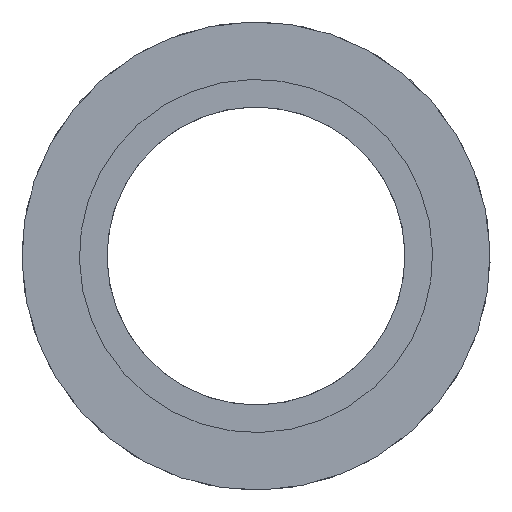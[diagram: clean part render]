
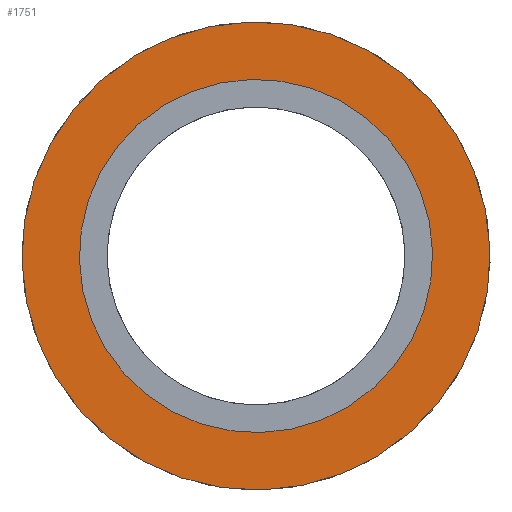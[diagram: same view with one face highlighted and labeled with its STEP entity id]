
A CAD part, left-side view. The second image highlights one B-rep face of the part: STEP entity #1751.
In plain terms, the highlighted planar face has unit normal (-1, 0, 0).
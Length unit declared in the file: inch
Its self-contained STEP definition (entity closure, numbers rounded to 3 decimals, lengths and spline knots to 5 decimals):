
#59 = CARTESIAN_POINT ( 'NONE',  ( 0., 0., 0. ) ) ;
#1346 = DIRECTION ( 'NONE',  ( 0., 0., 1. ) ) ;
#1656 = DIRECTION ( 'NONE',  ( -1., 0., 0. ) ) ;
#1751 = ADVANCED_FACE ( 'NONE', ( #8192, #10933 ), #17996, .F. ) ;
#1924 = AXIS2_PLACEMENT_3D ( 'NONE', #4242, #2507, #13640 ) ;
#2013 = ORIENTED_EDGE ( 'NONE', *, *, #2998, .F. ) ;
#2507 = DIRECTION ( 'NONE',  ( -1., 0., 0. ) ) ;
#2998 = EDGE_CURVE ( 'NONE', #17948, #13645, #11530, .T. ) ;
#3390 = AXIS2_PLACEMENT_3D ( 'NONE', #6029, #1656, #7504 ) ;
#3809 = DIRECTION ( 'NONE',  ( 1., 0., 0. ) ) ;
#4075 = DIRECTION ( 'NONE',  ( -1., 0., 0. ) ) ;
#4242 = CARTESIAN_POINT ( 'NONE',  ( 0., 0., 0. ) ) ;
#5518 = DIRECTION ( 'NONE',  ( 0., 0., 1. ) ) ;
#6029 = CARTESIAN_POINT ( 'NONE',  ( 0., 0., 0. ) ) ;
#6404 = EDGE_CURVE ( 'NONE', #13645, #17948, #7755, .T. ) ;
#6703 = CARTESIAN_POINT ( 'NONE',  ( 0., 0., -0.815 ) ) ;
#7006 = AXIS2_PLACEMENT_3D ( 'NONE', #59, #11011, #1346 ) ;
#7244 = CARTESIAN_POINT ( 'NONE',  ( 0., 0., 0. ) ) ;
#7504 = DIRECTION ( 'NONE',  ( 0., 0., 1. ) ) ;
#7694 = ORIENTED_EDGE ( 'NONE', *, *, #6404, .F. ) ;
#7755 = CIRCLE ( 'NONE', #1924, 0.815 ) ;
#8153 = EDGE_LOOP ( 'NONE', ( #2013, #7694 ) ) ;
#8192 = FACE_BOUND ( 'NONE', #8153, .T. ) ;
#9017 = EDGE_LOOP ( 'NONE', ( #14420, #9338 ) ) ;
#9338 = ORIENTED_EDGE ( 'NONE', *, *, #10120, .T. ) ;
#10120 = EDGE_CURVE ( 'NONE', #14512, #16235, #14844, .T. ) ;
#10183 = EDGE_CURVE ( 'NONE', #16235, #14512, #15150, .T. ) ;
#10933 = FACE_OUTER_BOUND ( 'NONE', #9017, .T. ) ;
#11011 = DIRECTION ( 'NONE',  ( -1., 0., 0. ) ) ;
#11217 = AXIS2_PLACEMENT_3D ( 'NONE', #14906, #3809, #15011 ) ;
#11530 = CIRCLE ( 'NONE', #3390, 0.815 ) ;
#11951 = AXIS2_PLACEMENT_3D ( 'NONE', #7244, #4075, #5518 ) ;
#13640 = DIRECTION ( 'NONE',  ( 0., 0., 1. ) ) ;
#13645 = VERTEX_POINT ( 'NONE', #6703 ) ;
#13772 = CARTESIAN_POINT ( 'NONE',  ( 0., 0., -1.08 ) ) ;
#13880 = CARTESIAN_POINT ( 'NONE',  ( 0., 0., 1.08 ) ) ;
#14420 = ORIENTED_EDGE ( 'NONE', *, *, #10183, .T. ) ;
#14512 = VERTEX_POINT ( 'NONE', #13772 ) ;
#14844 = CIRCLE ( 'NONE', #7006, 1.08 ) ;
#14906 = CARTESIAN_POINT ( 'NONE',  ( 0., 1.08, 0. ) ) ;
#15011 = DIRECTION ( 'NONE',  ( 0., 0., -1. ) ) ;
#15064 = CARTESIAN_POINT ( 'NONE',  ( 0., 0., 0.815 ) ) ;
#15150 = CIRCLE ( 'NONE', #11951, 1.08 ) ;
#16235 = VERTEX_POINT ( 'NONE', #13880 ) ;
#17948 = VERTEX_POINT ( 'NONE', #15064 ) ;
#17996 = PLANE ( 'NONE',  #11217 ) ;
